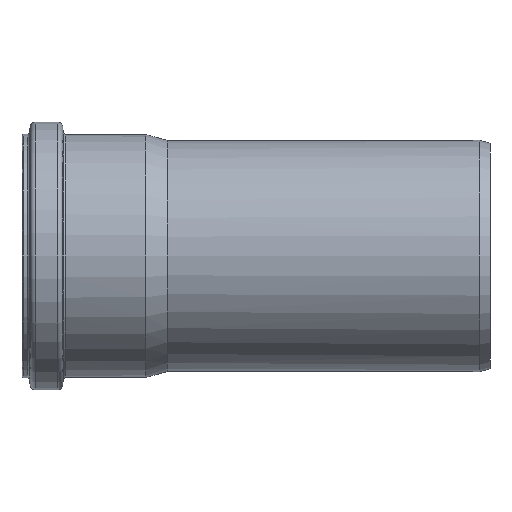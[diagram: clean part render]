
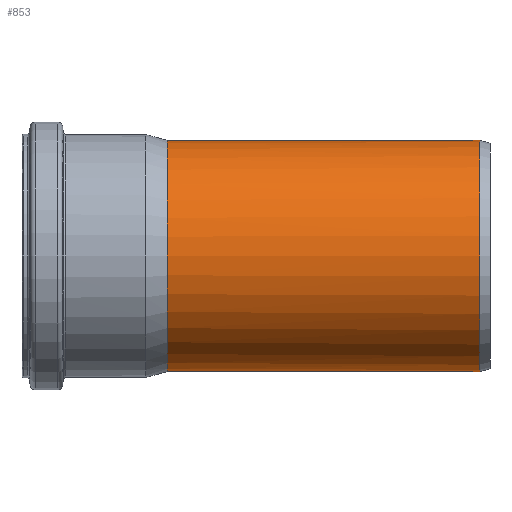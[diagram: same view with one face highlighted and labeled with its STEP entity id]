
A CAD part, left-side view. The second image highlights one B-rep face of the part: STEP entity #853.
In plain terms, the highlighted cylindrical face has radius 45.1 mm (diameter 90.2 mm), a full revolution.
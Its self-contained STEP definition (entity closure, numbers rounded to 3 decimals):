
#57=FACE_BOUND('',#259,.T.);
#113=CIRCLE('',#923,45.1);
#114=CIRCLE('',#925,45.1);
#188=FACE_OUTER_BOUND('',#258,.T.);
#258=EDGE_LOOP('',(#699));
#259=EDGE_LOOP('',(#700,#701,#702,#703));
#407=B_SPLINE_CURVE_WITH_KNOTS('',3,(#1765,#1766,#1767,#1768,#1769,#1770,
#1771,#1772,#1773,#1774),.UNSPECIFIED.,.F.,.F.,(4,2,2,2,4),(0.591,
0.619,0.636,0.646,0.656),
 .UNSPECIFIED.);
#412=B_SPLINE_CURVE_WITH_KNOTS('',3,(#1843,#1844,#1845,#1846,#1847,#1848,
#1849,#1850,#1851,#1852),.UNSPECIFIED.,.F.,.F.,(4,2,2,2,4),(0.,0.01,
0.02,0.033,0.054),.UNSPECIFIED.);
#414=B_SPLINE_CURVE_WITH_KNOTS('',3,(#1866,#1867,#1868,#1869,#1870,#1871,
#1872,#1873,#1874,#1875,#1876,#1877,#1878,#1879,#1880,#1881,#1882,#1883,
#1884,#1885,#1886,#1887,#1888,#1889,#1890,#1891,#1892,#1893,#1894,#1895,
#1896,#1897,#1898,#1899,#1900,#1901,#1902,#1903,#1904,#1905,#1906,#1907,
#1908,#1909,#1910,#1911,#1912,#1913,#1914,#1915,#1916,#1917,#1918,#1919,
#1920,#1921,#1922,#1923,#1924,#1925,#1926,#1927,#1928,#1929,#1930,#1931,
#1932,#1933,#1934,#1935,#1936,#1937,#1938),.UNSPECIFIED.,.F.,.F.,(4,3,3,
3,3,3,3,3,3,3,3,3,3,3,3,3,3,3,3,3,3,3,3,3,4),(-17.724,-17.099,
-16.473,-15.222,-13.553,-12.718,
-12.436,-11.884,-11.05,-10.216,
-9.381,-8.547,-8.13,-7.712,
-6.878,-6.044,-5.716,-5.21,
-4.375,-2.714,-2.706,-1.455,
-0.829,-0.806,-0.203),.UNSPECIFIED.);
#448=VERTEX_POINT('',#1759);
#449=VERTEX_POINT('',#1764);
#452=VERTEX_POINT('',#1827);
#453=VERTEX_POINT('',#1842);
#455=VERTEX_POINT('',#1864);
#546=EDGE_CURVE('',#449,#448,#407,.T.);
#551=EDGE_CURVE('',#453,#452,#412,.T.);
#555=EDGE_CURVE('',#453,#448,#113,.T.);
#556=EDGE_CURVE('',#455,#455,#114,.T.);
#557=EDGE_CURVE('',#449,#452,#414,.T.);
#699=ORIENTED_EDGE('',*,*,#556,.T.);
#700=ORIENTED_EDGE('',*,*,#546,.T.);
#701=ORIENTED_EDGE('',*,*,#555,.F.);
#702=ORIENTED_EDGE('',*,*,#551,.T.);
#703=ORIENTED_EDGE('',*,*,#557,.F.);
#823=CYLINDRICAL_SURFACE('',#924,45.1);
#853=ADVANCED_FACE('',(#188,#57),#823,.T.);
#923=AXIS2_PLACEMENT_3D('',#1862,#1065,#1066);
#924=AXIS2_PLACEMENT_3D('',#1863,#1067,#1068);
#925=AXIS2_PLACEMENT_3D('',#1865,#1069,#1070);
#1065=DIRECTION('center_axis',(0.,1.,0.));
#1066=DIRECTION('ref_axis',(1.,0.,0.));
#1067=DIRECTION('center_axis',(0.,1.,0.));
#1068=DIRECTION('ref_axis',(-1.,0.,0.));
#1069=DIRECTION('center_axis',(0.,1.,0.));
#1070=DIRECTION('ref_axis',(1.,0.,0.));
#1759=CARTESIAN_POINT('',(43.389,125.826,12.305));
#1764=CARTESIAN_POINT('',(43.476,125.447,11.992));
#1765=CARTESIAN_POINT('Ctrl Pts',(43.476,125.447,11.992));
#1766=CARTESIAN_POINT('Ctrl Pts',(43.472,125.526,12.01));
#1767=CARTESIAN_POINT('Ctrl Pts',(43.465,125.608,12.035));
#1768=CARTESIAN_POINT('Ctrl Pts',(43.448,125.713,12.096));
#1769=CARTESIAN_POINT('Ctrl Pts',(43.44,125.749,12.124));
#1770=CARTESIAN_POINT('Ctrl Pts',(43.424,125.792,12.179));
#1771=CARTESIAN_POINT('Ctrl Pts',(43.418,125.805,12.202));
#1772=CARTESIAN_POINT('Ctrl Pts',(43.404,125.822,12.252));
#1773=CARTESIAN_POINT('Ctrl Pts',(43.397,125.826,12.278));
#1774=CARTESIAN_POINT('Ctrl Pts',(43.389,125.826,12.304));
#1827=CARTESIAN_POINT('',(43.476,125.447,-11.992));
#1842=CARTESIAN_POINT('',(43.389,125.826,-12.305));
#1843=CARTESIAN_POINT('Ctrl Pts',(43.389,125.826,-12.304));
#1844=CARTESIAN_POINT('Ctrl Pts',(43.398,125.826,-12.272));
#1845=CARTESIAN_POINT('Ctrl Pts',(43.407,125.82,-12.241));
#1846=CARTESIAN_POINT('Ctrl Pts',(43.424,125.795,-12.182));
#1847=CARTESIAN_POINT('Ctrl Pts',(43.431,125.777,-12.157));
#1848=CARTESIAN_POINT('Ctrl Pts',(43.445,125.725,-12.104));
#1849=CARTESIAN_POINT('Ctrl Pts',(43.452,125.688,-12.08));
#1850=CARTESIAN_POINT('Ctrl Pts',(43.466,125.588,-12.029));
#1851=CARTESIAN_POINT('Ctrl Pts',(43.472,125.516,-12.008));
#1852=CARTESIAN_POINT('Ctrl Pts',(43.476,125.447,-11.992));
#1862=CARTESIAN_POINT('Origin',(0.,125.826,
0.));
#1863=CARTESIAN_POINT('Origin',(0.,125.405,
0.));
#1864=CARTESIAN_POINT('',(-45.1,4.,0.));
#1865=CARTESIAN_POINT('Origin',(0.,4.,0.));
#1866=CARTESIAN_POINT('Ctrl Pts',(43.476,125.447,11.992));
#1867=CARTESIAN_POINT('Ctrl Pts',(43.091,123.976,13.389));
#1868=CARTESIAN_POINT('Ctrl Pts',(42.679,122.364,14.627));
#1869=CARTESIAN_POINT('Ctrl Pts',(42.263,120.671,15.743));
#1870=CARTESIAN_POINT('Ctrl Pts',(41.847,118.978,16.859));
#1871=CARTESIAN_POINT('Ctrl Pts',(41.427,117.203,17.854));
#1872=CARTESIAN_POINT('Ctrl Pts',(41.017,115.377,18.75));
#1873=CARTESIAN_POINT('Ctrl Pts',(40.199,111.727,20.542));
#1874=CARTESIAN_POINT('Ctrl Pts',(39.423,107.876,21.94));
#1875=CARTESIAN_POINT('Ctrl Pts',(38.778,103.906,23.026));
#1876=CARTESIAN_POINT('Ctrl Pts',(37.918,98.612,24.474));
#1877=CARTESIAN_POINT('Ctrl Pts',(37.289,93.107,25.368));
#1878=CARTESIAN_POINT('Ctrl Pts',(37.219,87.548,25.469));
#1879=CARTESIAN_POINT('Ctrl Pts',(37.184,84.768,25.519));
#1880=CARTESIAN_POINT('Ctrl Pts',(37.289,81.975,25.371));
#1881=CARTESIAN_POINT('Ctrl Pts',(37.586,79.247,24.926));
#1882=CARTESIAN_POINT('Ctrl Pts',(37.686,78.326,24.776));
#1883=CARTESIAN_POINT('Ctrl Pts',(37.808,77.411,24.591));
#1884=CARTESIAN_POINT('Ctrl Pts',(37.95,76.51,24.37));
#1885=CARTESIAN_POINT('Ctrl Pts',(38.229,74.745,23.936));
#1886=CARTESIAN_POINT('Ctrl Pts',(38.588,73.031,23.361));
#1887=CARTESIAN_POINT('Ctrl Pts',(39.016,71.411,22.62));
#1888=CARTESIAN_POINT('Ctrl Pts',(39.663,68.967,21.503));
#1889=CARTESIAN_POINT('Ctrl Pts',(40.47,66.739,20.009));
#1890=CARTESIAN_POINT('Ctrl Pts',(41.277,64.865,18.172));
#1891=CARTESIAN_POINT('Ctrl Pts',(42.086,62.988,16.332));
#1892=CARTESIAN_POINT('Ctrl Pts',(42.896,61.465,14.15));
#1893=CARTESIAN_POINT('Ctrl Pts',(43.543,60.325,11.753));
#1894=CARTESIAN_POINT('Ctrl Pts',(44.19,59.186,9.357));
#1895=CARTESIAN_POINT('Ctrl Pts',(44.674,58.43,6.746));
#1896=CARTESIAN_POINT('Ctrl Pts',(44.917,58.052,4.062));
#1897=CARTESIAN_POINT('Ctrl Pts',(45.16,57.674,1.378));
#1898=CARTESIAN_POINT('Ctrl Pts',(45.16,57.674,-1.378));
#1899=CARTESIAN_POINT('Ctrl Pts',(44.918,58.052,-4.062));
#1900=CARTESIAN_POINT('Ctrl Pts',(44.796,58.241,-5.404));
#1901=CARTESIAN_POINT('Ctrl Pts',(44.615,58.525,-6.728));
#1902=CARTESIAN_POINT('Ctrl Pts',(44.382,58.904,-8.016));
#1903=CARTESIAN_POINT('Ctrl Pts',(44.149,59.283,-9.303));
#1904=CARTESIAN_POINT('Ctrl Pts',(43.866,59.757,-10.555));
#1905=CARTESIAN_POINT('Ctrl Pts',(43.543,60.326,-11.753));
#1906=CARTESIAN_POINT('Ctrl Pts',(42.895,61.466,-14.148));
#1907=CARTESIAN_POINT('Ctrl Pts',(42.087,62.987,-16.329));
#1908=CARTESIAN_POINT('Ctrl Pts',(41.28,64.863,-18.167));
#1909=CARTESIAN_POINT('Ctrl Pts',(40.472,66.738,-20.005));
#1910=CARTESIAN_POINT('Ctrl Pts',(39.665,68.966,-21.499));
#1911=CARTESIAN_POINT('Ctrl Pts',(39.018,71.412,-22.618));
#1912=CARTESIAN_POINT('Ctrl Pts',(38.763,72.374,-23.058));
#1913=CARTESIAN_POINT('Ctrl Pts',(38.533,73.37,-23.44));
#1914=CARTESIAN_POINT('Ctrl Pts',(38.329,74.389,-23.769));
#1915=CARTESIAN_POINT('Ctrl Pts',(38.015,75.962,-24.276));
#1916=CARTESIAN_POINT('Ctrl Pts',(37.765,77.593,-24.656));
#1917=CARTESIAN_POINT('Ctrl Pts',(37.585,79.248,-24.926));
#1918=CARTESIAN_POINT('Ctrl Pts',(37.288,81.976,-25.372));
#1919=CARTESIAN_POINT('Ctrl Pts',(37.183,84.769,-25.52));
#1920=CARTESIAN_POINT('Ctrl Pts',(37.218,87.549,-25.47));
#1921=CARTESIAN_POINT('Ctrl Pts',(37.287,93.085,-25.37));
#1922=CARTESIAN_POINT('Ctrl Pts',(37.911,98.566,-24.483));
#1923=CARTESIAN_POINT('Ctrl Pts',(38.765,103.831,-23.048));
#1924=CARTESIAN_POINT('Ctrl Pts',(38.769,103.856,-23.041));
#1925=CARTESIAN_POINT('Ctrl Pts',(38.773,103.881,-23.034));
#1926=CARTESIAN_POINT('Ctrl Pts',(38.777,103.907,-23.027));
#1927=CARTESIAN_POINT('Ctrl Pts',(39.421,107.871,-21.943));
#1928=CARTESIAN_POINT('Ctrl Pts',(40.198,111.726,-20.544));
#1929=CARTESIAN_POINT('Ctrl Pts',(41.017,115.378,-18.75));
#1930=CARTESIAN_POINT('Ctrl Pts',(41.427,117.204,-17.853));
#1931=CARTESIAN_POINT('Ctrl Pts',(41.848,118.979,-16.858));
#1932=CARTESIAN_POINT('Ctrl Pts',(42.263,120.671,-15.743));
#1933=CARTESIAN_POINT('Ctrl Pts',(42.279,120.734,-15.701));
#1934=CARTESIAN_POINT('Ctrl Pts',(42.294,120.797,-15.659));
#1935=CARTESIAN_POINT('Ctrl Pts',(42.31,120.86,-15.617));
#1936=CARTESIAN_POINT('Ctrl Pts',(42.71,122.482,-14.535));
#1937=CARTESIAN_POINT('Ctrl Pts',(43.106,124.031,-13.337));
#1938=CARTESIAN_POINT('Ctrl Pts',(43.476,125.447,-11.992));
